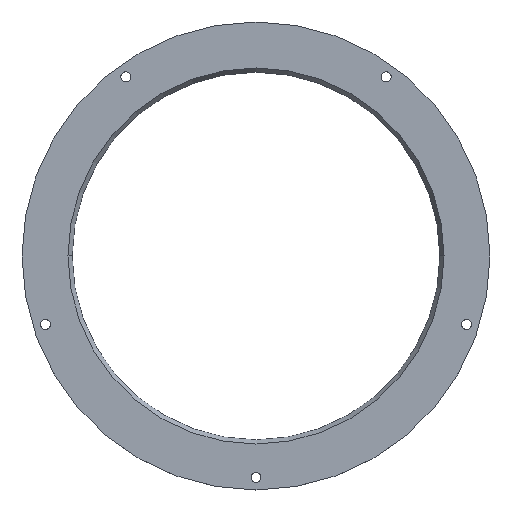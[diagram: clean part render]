
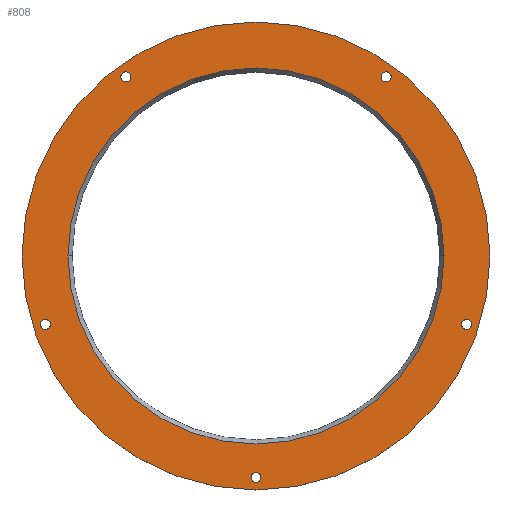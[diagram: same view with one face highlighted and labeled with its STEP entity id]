
A CAD part, top view. The second image highlights one B-rep face of the part: STEP entity #808.
In plain terms, the highlighted planar face has unit normal (0, 0, 1).
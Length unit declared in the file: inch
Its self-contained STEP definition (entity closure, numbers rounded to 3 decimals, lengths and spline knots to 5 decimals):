
#2 = CIRCLE ( 'NONE', #214, 0.07475 ) ;
#8 = FACE_BOUND ( 'NONE', #422, .T. ) ;
#11 = DIRECTION ( 'NONE',  ( 1., 0., 0. ) ) ;
#14 = AXIS2_PLACEMENT_3D ( 'NONE', #454, #678, #98 ) ;
#28 = CIRCLE ( 'NONE', #812, 0.07475 ) ;
#38 = DIRECTION ( 'NONE',  ( 0., 0., 1. ) ) ;
#43 = CIRCLE ( 'NONE', #464, 0.07475 ) ;
#44 = ORIENTED_EDGE ( 'NONE', *, *, #557, .F. ) ;
#46 = DIRECTION ( 'NONE',  ( 0., 0., 1. ) ) ;
#52 = CARTESIAN_POINT ( 'NONE',  ( 0., -3.3125, 0. ) ) ;
#55 = CARTESIAN_POINT ( 'NONE',  ( -0.07475, -3.3125, 0. ) ) ;
#62 = CARTESIAN_POINT ( 'NONE',  ( -1.94704, 2.67987, 0. ) ) ;
#63 = ORIENTED_EDGE ( 'NONE', *, *, #508, .F. ) ;
#65 = DIRECTION ( 'NONE',  ( 1., 0., 0. ) ) ;
#72 = DIRECTION ( 'NONE',  ( 0., 0., 1. ) ) ;
#76 = VERTEX_POINT ( 'NONE', #560 ) ;
#89 = CIRCLE ( 'NONE', #773, 0.07475 ) ;
#91 = ORIENTED_EDGE ( 'NONE', *, *, #574, .F. ) ;
#93 = CARTESIAN_POINT ( 'NONE',  ( 3.07562, -1.02362, 0. ) ) ;
#98 = DIRECTION ( 'NONE',  ( 1., 0., 0. ) ) ;
#105 = AXIS2_PLACEMENT_3D ( 'NONE', #245, #535, #447 ) ;
#120 = CARTESIAN_POINT ( 'NONE',  ( 0., 0., 0. ) ) ;
#127 = DIRECTION ( 'NONE',  ( 0., 0., 1. ) ) ;
#129 = EDGE_CURVE ( 'NONE', #799, #248, #196, .T. ) ;
#132 = DIRECTION ( 'NONE',  ( 0., 0., 1. ) ) ;
#138 = AXIS2_PLACEMENT_3D ( 'NONE', #337, #272, #65 ) ;
#140 = DIRECTION ( 'NONE',  ( 1., 0., 0. ) ) ;
#142 = ORIENTED_EDGE ( 'NONE', *, *, #360, .F. ) ;
#148 = FACE_BOUND ( 'NONE', #644, .T. ) ;
#151 = DIRECTION ( 'NONE',  ( 1., 0., 0. ) ) ;
#152 = AXIS2_PLACEMENT_3D ( 'NONE', #52, #542, #828 ) ;
#167 = FACE_BOUND ( 'NONE', #459, .T. ) ;
#180 = CIRCLE ( 'NONE', #152, 0.07475 ) ;
#196 = CIRCLE ( 'NONE', #597, 0.07475 ) ;
#212 = FACE_OUTER_BOUND ( 'NONE', #746, .T. ) ;
#214 = AXIS2_PLACEMENT_3D ( 'NONE', #276, #132, #910 ) ;
#217 = CIRCLE ( 'NONE', #321, 3.5 ) ;
#220 = DIRECTION ( 'NONE',  ( 1., 0., 0. ) ) ;
#226 = DIRECTION ( 'NONE',  ( 0., 0., 1. ) ) ;
#245 = CARTESIAN_POINT ( 'NONE',  ( 1.94704, 2.67987, 0. ) ) ;
#246 = EDGE_CURVE ( 'NONE', #830, #441, #707, .T. ) ;
#248 = VERTEX_POINT ( 'NONE', #93 ) ;
#252 = EDGE_LOOP ( 'NONE', ( #350, #142 ) ) ;
#257 = DIRECTION ( 'NONE',  ( 1., 0., 0. ) ) ;
#263 = CARTESIAN_POINT ( 'NONE',  ( 2.8125, 0., 0. ) ) ;
#268 = FACE_BOUND ( 'NONE', #420, .T. ) ;
#272 = DIRECTION ( 'NONE',  ( 0., 0., 1. ) ) ;
#276 = CARTESIAN_POINT ( 'NONE',  ( -3.15037, -1.02362, 0. ) ) ;
#282 = DIRECTION ( 'NONE',  ( 1., 0., 0. ) ) ;
#321 = AXIS2_PLACEMENT_3D ( 'NONE', #120, #46, #470 ) ;
#324 = EDGE_LOOP ( 'NONE', ( #675, #63 ) ) ;
#327 = VERTEX_POINT ( 'NONE', #453 ) ;
#328 = CARTESIAN_POINT ( 'NONE',  ( -2.8125, 0., 0. ) ) ;
#329 = ORIENTED_EDGE ( 'NONE', *, *, #708, .F. ) ;
#330 = DIRECTION ( 'NONE',  ( 0., 0., 1. ) ) ;
#332 = EDGE_CURVE ( 'NONE', #852, #76, #598, .T. ) ;
#337 = CARTESIAN_POINT ( 'NONE',  ( 0., 0., 0. ) ) ;
#339 = DIRECTION ( 'NONE',  ( 1., 0., 0. ) ) ;
#347 = EDGE_CURVE ( 'NONE', #429, #791, #587, .T. ) ;
#350 = ORIENTED_EDGE ( 'NONE', *, *, #332, .F. ) ;
#354 = CARTESIAN_POINT ( 'NONE',  ( 0., 0., 0. ) ) ;
#360 = EDGE_CURVE ( 'NONE', #76, #852, #668, .T. ) ;
#376 = DIRECTION ( 'NONE',  ( 1., 0., 0. ) ) ;
#385 = CARTESIAN_POINT ( 'NONE',  ( 1.94704, 2.67987, 0. ) ) ;
#394 = ORIENTED_EDGE ( 'NONE', *, *, #687, .F. ) ;
#398 = CARTESIAN_POINT ( 'NONE',  ( -1.87229, 2.67987, 0. ) ) ;
#399 = ORIENTED_EDGE ( 'NONE', *, *, #862, .F. ) ;
#403 = AXIS2_PLACEMENT_3D ( 'NONE', #385, #38, #376 ) ;
#408 = CARTESIAN_POINT ( 'NONE',  ( -2.02179, 2.67987, 0. ) ) ;
#412 = EDGE_CURVE ( 'NONE', #460, #660, #217, .T. ) ;
#420 = EDGE_LOOP ( 'NONE', ( #394, #399 ) ) ;
#422 = EDGE_LOOP ( 'NONE', ( #329, #91 ) ) ;
#425 = CARTESIAN_POINT ( 'NONE',  ( 3.22512, -1.02362, 0. ) ) ;
#429 = VERTEX_POINT ( 'NONE', #55 ) ;
#438 = CARTESIAN_POINT ( 'NONE',  ( 0., 0., 0. ) ) ;
#441 = VERTEX_POINT ( 'NONE', #328 ) ;
#442 = VERTEX_POINT ( 'NONE', #467 ) ;
#447 = DIRECTION ( 'NONE',  ( 1., 0., 0. ) ) ;
#450 = EDGE_CURVE ( 'NONE', #791, #429, #180, .T. ) ;
#453 = CARTESIAN_POINT ( 'NONE',  ( -3.22512, -1.02362, 0. ) ) ;
#454 = CARTESIAN_POINT ( 'NONE',  ( 0., -3.3125, 0. ) ) ;
#456 = AXIS2_PLACEMENT_3D ( 'NONE', #724, #72, #282 ) ;
#459 = EDGE_LOOP ( 'NONE', ( #44, #511 ) ) ;
#460 = VERTEX_POINT ( 'NONE', #621 ) ;
#464 = AXIS2_PLACEMENT_3D ( 'NONE', #845, #554, #140 ) ;
#467 = CARTESIAN_POINT ( 'NONE',  ( -3.07562, -1.02362, 0. ) ) ;
#470 = DIRECTION ( 'NONE',  ( 1., 0., 0. ) ) ;
#473 = VERTEX_POINT ( 'NONE', #398 ) ;
#479 = CARTESIAN_POINT ( 'NONE',  ( -1.94704, 2.67987, 0. ) ) ;
#481 = CARTESIAN_POINT ( 'NONE',  ( 3.15037, -1.02362, 0. ) ) ;
#487 = CIRCLE ( 'NONE', #456, 0.07475 ) ;
#499 = ORIENTED_EDGE ( 'NONE', *, *, #347, .F. ) ;
#502 = FACE_BOUND ( 'NONE', #324, .T. ) ;
#503 = FACE_BOUND ( 'NONE', #252, .T. ) ;
#508 = EDGE_CURVE ( 'NONE', #441, #830, #623, .T. ) ;
#511 = ORIENTED_EDGE ( 'NONE', *, *, #129, .F. ) ;
#528 = EDGE_CURVE ( 'NONE', #660, #460, #772, .T. ) ;
#532 = VERTEX_POINT ( 'NONE', #408 ) ;
#533 = AXIS2_PLACEMENT_3D ( 'NONE', #689, #546, #257 ) ;
#535 = DIRECTION ( 'NONE',  ( 0., 0., 1. ) ) ;
#542 = DIRECTION ( 'NONE',  ( 0., 0., 1. ) ) ;
#544 = DIRECTION ( 'NONE',  ( 1., 0., 0. ) ) ;
#546 = DIRECTION ( 'NONE',  ( 0., 0., 1. ) ) ;
#554 = DIRECTION ( 'NONE',  ( 0., 0., 1. ) ) ;
#556 = ORIENTED_EDGE ( 'NONE', *, *, #450, .F. ) ;
#557 = EDGE_CURVE ( 'NONE', #248, #799, #43, .T. ) ;
#560 = CARTESIAN_POINT ( 'NONE',  ( 2.02179, 2.67987, 0. ) ) ;
#563 = CARTESIAN_POINT ( 'NONE',  ( 0.07475, -3.3125, 0. ) ) ;
#574 = EDGE_CURVE ( 'NONE', #442, #327, #2, .T. ) ;
#587 = CIRCLE ( 'NONE', #14, 0.07475 ) ;
#594 = ORIENTED_EDGE ( 'NONE', *, *, #412, .T. ) ;
#597 = AXIS2_PLACEMENT_3D ( 'NONE', #481, #127, #339 ) ;
#598 = CIRCLE ( 'NONE', #403, 0.07475 ) ;
#621 = CARTESIAN_POINT ( 'NONE',  ( -3.5, 0., 0. ) ) ;
#622 = CARTESIAN_POINT ( 'NONE',  ( 3.5, 0., 0. ) ) ;
#623 = CIRCLE ( 'NONE', #533, 2.8125 ) ;
#643 = ORIENTED_EDGE ( 'NONE', *, *, #528, .T. ) ;
#644 = EDGE_LOOP ( 'NONE', ( #499, #556 ) ) ;
#660 = VERTEX_POINT ( 'NONE', #622 ) ;
#668 = CIRCLE ( 'NONE', #105, 0.07475 ) ;
#675 = ORIENTED_EDGE ( 'NONE', *, *, #246, .F. ) ;
#678 = DIRECTION ( 'NONE',  ( 0., 0., 1. ) ) ;
#687 = EDGE_CURVE ( 'NONE', #532, #473, #89, .T. ) ;
#689 = CARTESIAN_POINT ( 'NONE',  ( 0., 0., 0. ) ) ;
#707 = CIRCLE ( 'NONE', #779, 2.8125 ) ;
#708 = EDGE_CURVE ( 'NONE', #327, #442, #487, .T. ) ;
#724 = CARTESIAN_POINT ( 'NONE',  ( -3.15037, -1.02362, 0. ) ) ;
#727 = PLANE ( 'NONE',  #759 ) ;
#746 = EDGE_LOOP ( 'NONE', ( #643, #594 ) ) ;
#759 = AXIS2_PLACEMENT_3D ( 'NONE', #354, #782, #11 ) ;
#772 = CIRCLE ( 'NONE', #138, 3.5 ) ;
#773 = AXIS2_PLACEMENT_3D ( 'NONE', #62, #793, #151 ) ;
#779 = AXIS2_PLACEMENT_3D ( 'NONE', #438, #226, #220 ) ;
#782 = DIRECTION ( 'NONE',  ( 0., 0., 1. ) ) ;
#791 = VERTEX_POINT ( 'NONE', #563 ) ;
#793 = DIRECTION ( 'NONE',  ( 0., 0., 1. ) ) ;
#799 = VERTEX_POINT ( 'NONE', #425 ) ;
#808 = ADVANCED_FACE ( 'NONE', ( #148, #8, #268, #167, #503, #212, #502 ), #727, .T. ) ;
#812 = AXIS2_PLACEMENT_3D ( 'NONE', #479, #330, #544 ) ;
#828 = DIRECTION ( 'NONE',  ( 1., 0., 0. ) ) ;
#830 = VERTEX_POINT ( 'NONE', #263 ) ;
#833 = CARTESIAN_POINT ( 'NONE',  ( 1.87229, 2.67987, 0. ) ) ;
#845 = CARTESIAN_POINT ( 'NONE',  ( 3.15037, -1.02362, 0. ) ) ;
#852 = VERTEX_POINT ( 'NONE', #833 ) ;
#862 = EDGE_CURVE ( 'NONE', #473, #532, #28, .T. ) ;
#910 = DIRECTION ( 'NONE',  ( 1., 0., 0. ) ) ;
